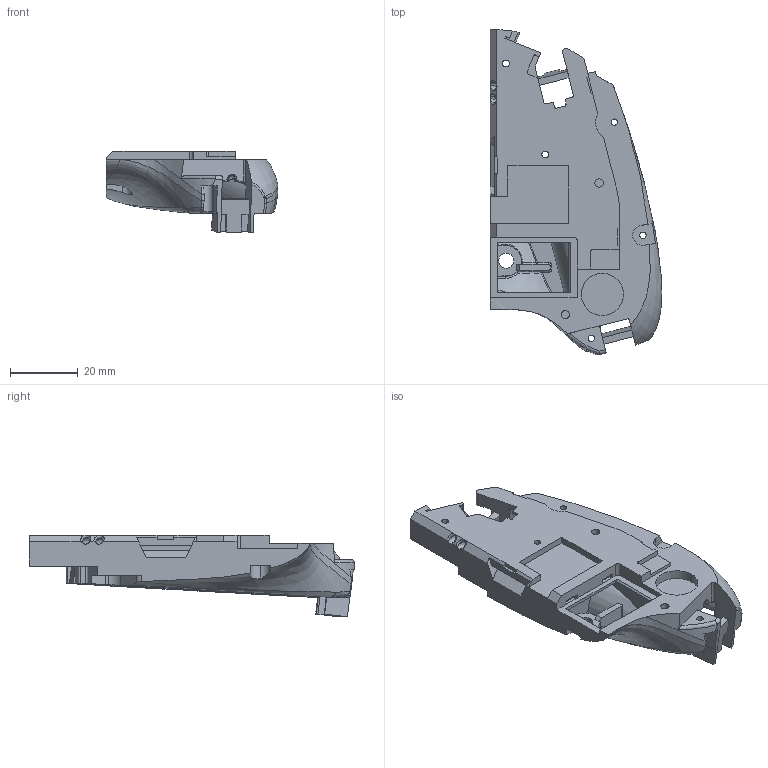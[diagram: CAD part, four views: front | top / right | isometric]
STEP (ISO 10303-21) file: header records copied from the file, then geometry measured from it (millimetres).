
FILE_DESCRIPTION (( 'STEP AP203' ), '1' );
FILE_NAME ('Battery Compartment Right REF2005.STEP', '2025-11-29T16:59:44', ( '' ), ( '' ), 'SwSTEP 2.0', 'SolidWorks 2025', '' );
FILE_SCHEMA (( 'CONFIG_CONTROL_DESIGN' ));
Length unit declared in the file: millimetre
Products named in the file (1): Battery Compartment Right REF2005
Bounding box: 50.85 x 96.33 x 24.21 mm (x, y, z)
Volume: 27157.4 mm3; surface area: 14916.9 mm2
Topology: 1 solids, 1 shells, 375 faces, 1044 edges, 673 vertices
Faces by surface type: plane 166, cylinder 106, bspline 94, torus 5, sphere 4
Entity records: 27915 total; most frequent: CARTESIAN_POINT 19107, ORIENTED_EDGE 2080, DIRECTION 1471, EDGE_CURVE 1040, VERTEX_POINT 672, VECTOR 523, LINE 523, AXIS2_PLACEMENT_3D 474
